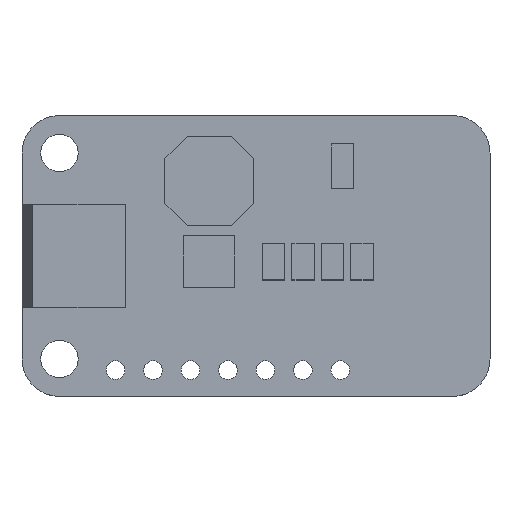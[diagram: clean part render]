
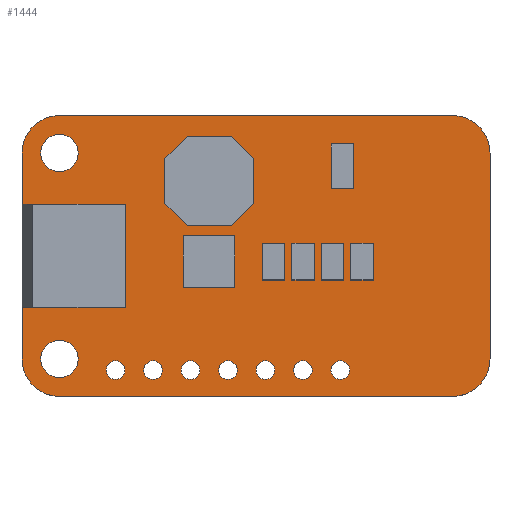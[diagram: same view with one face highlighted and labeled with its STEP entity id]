
A CAD part, top view. The second image highlights one B-rep face of the part: STEP entity #1444.
In plain terms, the highlighted planar face has unit normal (0, 0, 1).
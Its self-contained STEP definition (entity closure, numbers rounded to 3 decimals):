
#31=FACE_BOUND('',#226,.T.);
#32=FACE_BOUND('',#227,.T.);
#33=FACE_BOUND('',#228,.T.);
#34=FACE_BOUND('',#229,.T.);
#35=FACE_BOUND('',#230,.T.);
#36=FACE_BOUND('',#231,.T.);
#37=FACE_BOUND('',#232,.T.);
#38=FACE_BOUND('',#233,.T.);
#39=FACE_BOUND('',#234,.T.);
#40=FACE_BOUND('',#235,.T.);
#41=FACE_BOUND('',#236,.T.);
#58=PLANE('',#1570);
#137=FACE_OUTER_BOUND('',#225,.T.);
#225=EDGE_LOOP('',(#1058,#1059,#1060,#1061,#1062,#1063,#1064,#1065));
#226=EDGE_LOOP('',(#1066));
#227=EDGE_LOOP('',(#1067));
#228=EDGE_LOOP('',(#1068));
#229=EDGE_LOOP('',(#1069));
#230=EDGE_LOOP('',(#1070));
#231=EDGE_LOOP('',(#1071));
#232=EDGE_LOOP('',(#1072));
#233=EDGE_LOOP('',(#1073));
#234=EDGE_LOOP('',(#1074));
#235=EDGE_LOOP('',(#1075));
#236=EDGE_LOOP('',(#1076));
#339=LINE('',#2131,#503);
#342=LINE('',#2137,#506);
#343=LINE('',#2141,#507);
#344=LINE('',#2145,#508);
#503=VECTOR('',#1728,10.);
#506=VECTOR('',#1733,10.);
#507=VECTOR('',#1736,10.);
#508=VECTOR('',#1739,10.);
#659=CIRCLE('',#1547,0.635);
#661=CIRCLE('',#1550,0.635);
#663=CIRCLE('',#1553,0.635);
#665=CIRCLE('',#1556,0.635);
#667=CIRCLE('',#1559,0.635);
#669=CIRCLE('',#1562,0.635);
#671=CIRCLE('',#1565,0.635);
#672=CIRCLE('',#1567,2.54);
#674=CIRCLE('',#1571,2.54);
#675=CIRCLE('',#1572,2.54);
#676=CIRCLE('',#1573,2.54);
#677=CIRCLE('',#1574,0.635);
#678=CIRCLE('',#1575,0.635);
#679=CIRCLE('',#1576,1.27);
#680=CIRCLE('',#1577,1.27);
#693=VERTEX_POINT('',#2081);
#695=VERTEX_POINT('',#2087);
#697=VERTEX_POINT('',#2093);
#699=VERTEX_POINT('',#2099);
#701=VERTEX_POINT('',#2105);
#703=VERTEX_POINT('',#2111);
#705=VERTEX_POINT('',#2117);
#706=VERTEX_POINT('',#2121);
#707=VERTEX_POINT('',#2122);
#710=VERTEX_POINT('',#2130);
#712=VERTEX_POINT('',#2136);
#713=VERTEX_POINT('',#2138);
#714=VERTEX_POINT('',#2140);
#715=VERTEX_POINT('',#2142);
#716=VERTEX_POINT('',#2144);
#717=VERTEX_POINT('',#2147);
#718=VERTEX_POINT('',#2149);
#719=VERTEX_POINT('',#2151);
#720=VERTEX_POINT('',#2153);
#826=EDGE_CURVE('',#693,#693,#659,.T.);
#829=EDGE_CURVE('',#695,#695,#661,.T.);
#832=EDGE_CURVE('',#697,#697,#663,.T.);
#835=EDGE_CURVE('',#699,#699,#665,.T.);
#838=EDGE_CURVE('',#701,#701,#667,.T.);
#841=EDGE_CURVE('',#703,#703,#669,.T.);
#844=EDGE_CURVE('',#705,#705,#671,.T.);
#845=EDGE_CURVE('',#706,#707,#672,.T.);
#849=EDGE_CURVE('',#710,#707,#339,.T.);
#852=EDGE_CURVE('',#706,#712,#342,.T.);
#853=EDGE_CURVE('',#713,#712,#674,.T.);
#854=EDGE_CURVE('',#713,#714,#343,.T.);
#855=EDGE_CURVE('',#715,#714,#675,.T.);
#856=EDGE_CURVE('',#715,#716,#344,.T.);
#857=EDGE_CURVE('',#710,#716,#676,.T.);
#858=EDGE_CURVE('',#717,#717,#677,.T.);
#859=EDGE_CURVE('',#718,#718,#678,.T.);
#860=EDGE_CURVE('',#719,#719,#679,.T.);
#861=EDGE_CURVE('',#720,#720,#680,.T.);
#1058=ORIENTED_EDGE('',*,*,#845,.F.);
#1059=ORIENTED_EDGE('',*,*,#852,.T.);
#1060=ORIENTED_EDGE('',*,*,#853,.F.);
#1061=ORIENTED_EDGE('',*,*,#854,.T.);
#1062=ORIENTED_EDGE('',*,*,#855,.F.);
#1063=ORIENTED_EDGE('',*,*,#856,.T.);
#1064=ORIENTED_EDGE('',*,*,#857,.F.);
#1065=ORIENTED_EDGE('',*,*,#849,.T.);
#1066=ORIENTED_EDGE('',*,*,#826,.T.);
#1067=ORIENTED_EDGE('',*,*,#829,.T.);
#1068=ORIENTED_EDGE('',*,*,#832,.T.);
#1069=ORIENTED_EDGE('',*,*,#835,.T.);
#1070=ORIENTED_EDGE('',*,*,#838,.T.);
#1071=ORIENTED_EDGE('',*,*,#841,.T.);
#1072=ORIENTED_EDGE('',*,*,#844,.T.);
#1073=ORIENTED_EDGE('',*,*,#858,.T.);
#1074=ORIENTED_EDGE('',*,*,#859,.T.);
#1075=ORIENTED_EDGE('',*,*,#860,.T.);
#1076=ORIENTED_EDGE('',*,*,#861,.T.);
#1444=ADVANCED_FACE('',(#137,#31,#32,#33,#34,#35,#36,#37,#38,#39,#40,#41),
#58,.T.);
#1547=AXIS2_PLACEMENT_3D('',#2083,#1674,#1675);
#1550=AXIS2_PLACEMENT_3D('',#2089,#1681,#1682);
#1553=AXIS2_PLACEMENT_3D('',#2095,#1688,#1689);
#1556=AXIS2_PLACEMENT_3D('',#2101,#1695,#1696);
#1559=AXIS2_PLACEMENT_3D('',#2107,#1702,#1703);
#1562=AXIS2_PLACEMENT_3D('',#2113,#1709,#1710);
#1565=AXIS2_PLACEMENT_3D('',#2119,#1716,#1717);
#1567=AXIS2_PLACEMENT_3D('',#2123,#1720,#1721);
#1570=AXIS2_PLACEMENT_3D('',#2135,#1731,#1732);
#1571=AXIS2_PLACEMENT_3D('',#2139,#1734,#1735);
#1572=AXIS2_PLACEMENT_3D('',#2143,#1737,#1738);
#1573=AXIS2_PLACEMENT_3D('',#2146,#1740,#1741);
#1574=AXIS2_PLACEMENT_3D('',#2148,#1742,#1743);
#1575=AXIS2_PLACEMENT_3D('',#2150,#1744,#1745);
#1576=AXIS2_PLACEMENT_3D('',#2152,#1746,#1747);
#1577=AXIS2_PLACEMENT_3D('',#2154,#1748,#1749);
#1674=DIRECTION('center_axis',(0.,0.,-1.));
#1675=DIRECTION('ref_axis',(1.,0.,0.));
#1681=DIRECTION('center_axis',(0.,0.,-1.));
#1682=DIRECTION('ref_axis',(1.,0.,0.));
#1688=DIRECTION('center_axis',(0.,0.,-1.));
#1689=DIRECTION('ref_axis',(1.,0.,0.));
#1695=DIRECTION('center_axis',(0.,0.,-1.));
#1696=DIRECTION('ref_axis',(1.,0.,0.));
#1702=DIRECTION('center_axis',(0.,0.,-1.));
#1703=DIRECTION('ref_axis',(1.,0.,0.));
#1709=DIRECTION('center_axis',(0.,0.,-1.));
#1710=DIRECTION('ref_axis',(1.,0.,0.));
#1716=DIRECTION('center_axis',(0.,0.,-1.));
#1717=DIRECTION('ref_axis',(1.,0.,0.));
#1720=DIRECTION('center_axis',(0.,0.,-1.));
#1721=DIRECTION('ref_axis',(0.707,-0.707,0.));
#1728=DIRECTION('',(1.,0.,0.));
#1731=DIRECTION('center_axis',(0.,0.,1.));
#1732=DIRECTION('ref_axis',(1.,0.,0.));
#1733=DIRECTION('',(0.,1.,0.));
#1734=DIRECTION('center_axis',(0.,0.,-1.));
#1735=DIRECTION('ref_axis',(0.707,0.707,0.));
#1736=DIRECTION('',(-1.,0.,0.));
#1737=DIRECTION('center_axis',(0.,0.,-1.));
#1738=DIRECTION('ref_axis',(-0.707,0.707,0.));
#1739=DIRECTION('',(0.,-1.,0.));
#1740=DIRECTION('center_axis',(0.,0.,-1.));
#1741=DIRECTION('ref_axis',(-0.707,-0.707,0.));
#1742=DIRECTION('center_axis',(0.,0.,-1.));
#1743=DIRECTION('ref_axis',(1.,0.,0.));
#1744=DIRECTION('center_axis',(0.,0.,-1.));
#1745=DIRECTION('ref_axis',(1.,0.,0.));
#1746=DIRECTION('center_axis',(0.,0.,-1.));
#1747=DIRECTION('ref_axis',(1.,0.,0.));
#1748=DIRECTION('center_axis',(0.,0.,-1.));
#1749=DIRECTION('ref_axis',(1.,0.,0.));
#2081=CARTESIAN_POINT('',(5.715,1.778,1.6));
#2083=CARTESIAN_POINT('Origin',(6.35,1.778,1.6));
#2087=CARTESIAN_POINT('',(8.255,1.778,1.6));
#2089=CARTESIAN_POINT('Origin',(8.89,1.778,1.6));
#2093=CARTESIAN_POINT('',(10.795,1.778,1.6));
#2095=CARTESIAN_POINT('Origin',(11.43,1.778,1.6));
#2099=CARTESIAN_POINT('',(20.955,1.778,1.6));
#2101=CARTESIAN_POINT('Origin',(21.59,1.778,1.6));
#2105=CARTESIAN_POINT('',(18.415,1.778,1.6));
#2107=CARTESIAN_POINT('Origin',(19.05,1.778,1.6));
#2111=CARTESIAN_POINT('',(15.875,1.778,1.6));
#2113=CARTESIAN_POINT('Origin',(16.51,1.778,1.6));
#2117=CARTESIAN_POINT('',(13.335,1.778,1.6));
#2119=CARTESIAN_POINT('Origin',(13.97,1.778,1.6));
#2121=CARTESIAN_POINT('',(31.75,2.54,1.6));
#2122=CARTESIAN_POINT('',(29.21,0.,1.6));
#2123=CARTESIAN_POINT('Origin',(29.21,2.54,1.6));
#2130=CARTESIAN_POINT('',(2.54,0.,1.6));
#2131=CARTESIAN_POINT('',(0.,0.,1.6));
#2135=CARTESIAN_POINT('Origin',(15.875,9.525,1.6));
#2136=CARTESIAN_POINT('',(31.75,16.51,1.6));
#2137=CARTESIAN_POINT('',(31.75,0.,1.6));
#2138=CARTESIAN_POINT('',(29.21,19.05,1.6));
#2139=CARTESIAN_POINT('Origin',(29.21,16.51,1.6));
#2140=CARTESIAN_POINT('',(2.54,19.05,1.6));
#2141=CARTESIAN_POINT('',(31.75,19.05,1.6));
#2142=CARTESIAN_POINT('',(0.,16.51,1.6));
#2143=CARTESIAN_POINT('Origin',(2.54,16.51,1.6));
#2144=CARTESIAN_POINT('',(0.,2.54,1.6));
#2145=CARTESIAN_POINT('',(0.,19.05,1.6));
#2146=CARTESIAN_POINT('Origin',(2.54,2.54,1.6));
#2147=CARTESIAN_POINT('',(2.866,8.255,1.6));
#2148=CARTESIAN_POINT('Origin',(3.501,8.255,1.6));
#2149=CARTESIAN_POINT('',(2.864,10.795,1.6));
#2150=CARTESIAN_POINT('Origin',(3.499,10.795,1.6));
#2151=CARTESIAN_POINT('',(1.27,16.51,1.6));
#2152=CARTESIAN_POINT('Origin',(2.54,16.51,1.6));
#2153=CARTESIAN_POINT('',(1.27,2.54,1.6));
#2154=CARTESIAN_POINT('Origin',(2.54,2.54,1.6));
